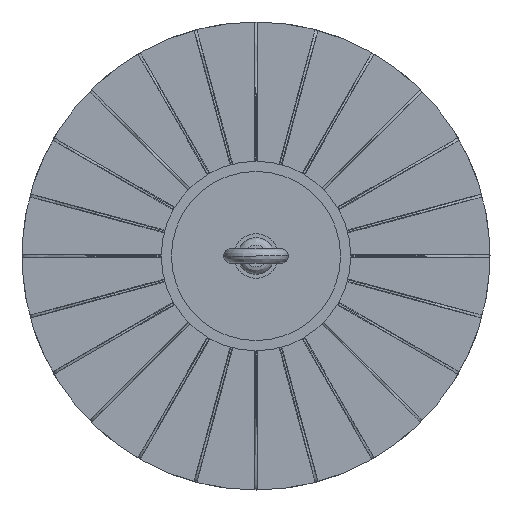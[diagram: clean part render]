
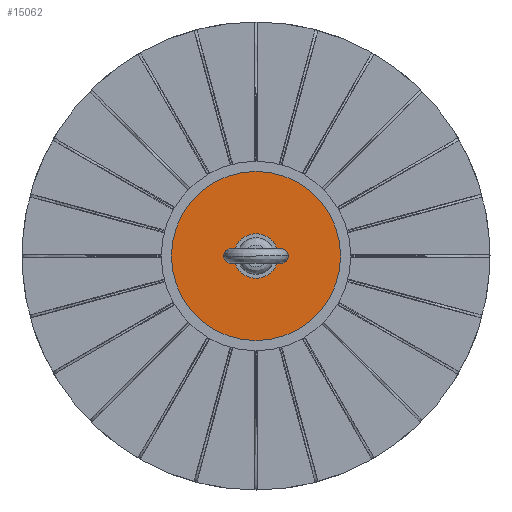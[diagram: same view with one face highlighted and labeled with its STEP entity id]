
A CAD part, front view. The second image highlights one B-rep face of the part: STEP entity #15062.
In plain terms, the highlighted face is planar.
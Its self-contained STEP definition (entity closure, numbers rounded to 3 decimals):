
#444 = AXIS2_PLACEMENT_3D ( 'NONE', #8885, #2155, #10255 ) ;
#954 = DIRECTION ( 'NONE',  ( 0., 0., -1. ) ) ;
#1309 = DIRECTION ( 'NONE',  ( 0., 0., -1. ) ) ;
#1951 = ORIENTED_EDGE ( 'NONE', *, *, #3098, .T. ) ;
#2155 = DIRECTION ( 'NONE',  ( 0., 0., -1. ) ) ;
#2771 = CIRCLE ( 'NONE', #12976, 58. ) ;
#3098 = EDGE_CURVE ( 'NONE', #11098, #13577, #8549, .T. ) ;
#3289 = CARTESIAN_POINT ( 'NONE',  ( 0., 58., -44. ) ) ;
#3336 = CARTESIAN_POINT ( 'NONE',  ( 0., -58., -44. ) ) ;
#3605 = AXIS2_PLACEMENT_3D ( 'NONE', #13449, #954, #4861 ) ;
#4013 = PLANE ( 'NONE',  #17223 ) ;
#4032 = CARTESIAN_POINT ( 'NONE',  ( 0., 0., -44. ) ) ;
#4121 = DIRECTION ( 'NONE',  ( 0., 1., 0. ) ) ;
#4506 = EDGE_LOOP ( 'NONE', ( #14503, #1951 ) ) ;
#4861 = DIRECTION ( 'NONE',  ( 0., 1., 0. ) ) ;
#6217 = DIRECTION ( 'NONE',  ( 0., 0., -1. ) ) ;
#6878 = FACE_BOUND ( 'NONE', #4506, .T. ) ;
#7500 = CARTESIAN_POINT ( 'NONE',  ( 0., 0., -44. ) ) ;
#7586 = AXIS2_PLACEMENT_3D ( 'NONE', #4032, #1309, #4121 ) ;
#7846 = VERTEX_POINT ( 'NONE', #3289 ) ;
#8200 = CARTESIAN_POINT ( 'NONE',  ( 0., 15.25, -44. ) ) ;
#8549 = CIRCLE ( 'NONE', #3605, 15.25 ) ;
#8885 = CARTESIAN_POINT ( 'NONE',  ( 0., 0., -44. ) ) ;
#9524 = EDGE_CURVE ( 'NONE', #13577, #11098, #10524, .T. ) ;
#10255 = DIRECTION ( 'NONE',  ( 0., 1., 0. ) ) ;
#10298 = CARTESIAN_POINT ( 'NONE',  ( 0., 0., -44. ) ) ;
#10524 = CIRCLE ( 'NONE', #7586, 15.25 ) ;
#10650 = ORIENTED_EDGE ( 'NONE', *, *, #15734, .F. ) ;
#11098 = VERTEX_POINT ( 'NONE', #15220 ) ;
#11693 = EDGE_LOOP ( 'NONE', ( #10650, #17734 ) ) ;
#12394 = VERTEX_POINT ( 'NONE', #3336 ) ;
#12976 = AXIS2_PLACEMENT_3D ( 'NONE', #7500, #6217, #16143 ) ;
#13153 = DIRECTION ( 'NONE',  ( 0., 0., 1. ) ) ;
#13449 = CARTESIAN_POINT ( 'NONE',  ( 0., 0., -44. ) ) ;
#13577 = VERTEX_POINT ( 'NONE', #8200 ) ;
#14262 = DIRECTION ( 'NONE',  ( 0., -1., 0. ) ) ;
#14503 = ORIENTED_EDGE ( 'NONE', *, *, #9524, .T. ) ;
#15062 = ADVANCED_FACE ( 'NONE', ( #16554, #6878 ), #4013, .T. ) ;
#15220 = CARTESIAN_POINT ( 'NONE',  ( 0., -15.25, -44. ) ) ;
#15697 = EDGE_CURVE ( 'NONE', #12394, #7846, #17658, .T. ) ;
#15734 = EDGE_CURVE ( 'NONE', #7846, #12394, #2771, .T. ) ;
#16143 = DIRECTION ( 'NONE',  ( 0., 1., 0. ) ) ;
#16554 = FACE_OUTER_BOUND ( 'NONE', #11693, .T. ) ;
#17223 = AXIS2_PLACEMENT_3D ( 'NONE', #10298, #13153, #14262 ) ;
#17658 = CIRCLE ( 'NONE', #444, 58. ) ;
#17734 = ORIENTED_EDGE ( 'NONE', *, *, #15697, .F. ) ;
